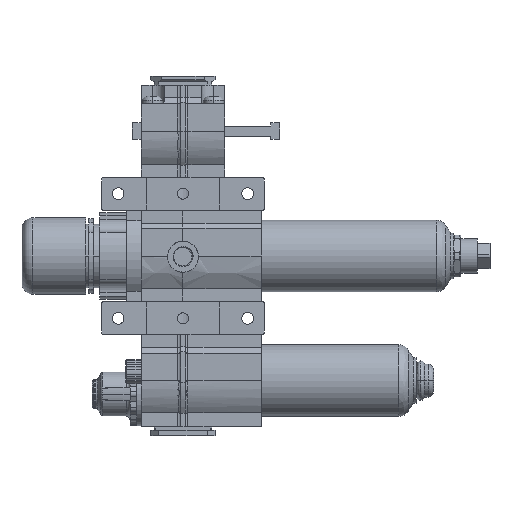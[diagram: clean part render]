
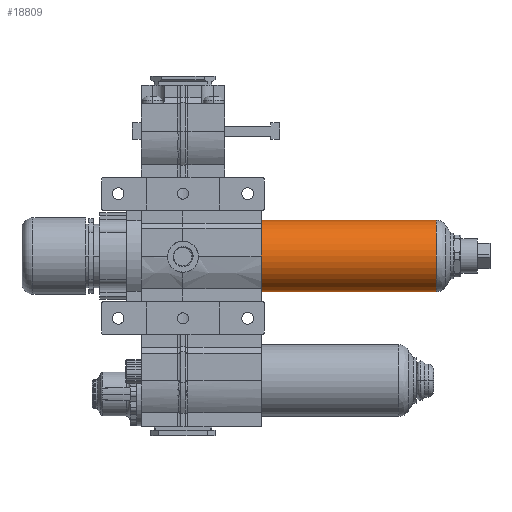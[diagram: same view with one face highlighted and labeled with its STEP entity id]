
A CAD part, left-side view. The second image highlights one B-rep face of the part: STEP entity #18809.
In plain terms, the highlighted cylindrical face has radius 16.29 mm (diameter 32.58 mm), a partial arc.
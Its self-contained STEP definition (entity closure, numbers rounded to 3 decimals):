
#1407 = CARTESIAN_POINT ( 'NONE',  ( 0., -2201.935, 0. ) ) ;
#2602 = VERTEX_POINT ( 'NONE', #15880 ) ;
#2937 = VERTEX_POINT ( 'NONE', #22458 ) ;
#3575 = ORIENTED_EDGE ( 'NONE', *, *, #26763, .F. ) ;
#4270 = AXIS2_PLACEMENT_3D ( 'NONE', #1407, #26438, #18979 ) ;
#5730 = LINE ( 'NONE', #7963, #31044 ) ;
#6056 = CYLINDRICAL_SURFACE ( 'NONE', #16107, 16.29 ) ;
#7963 = CARTESIAN_POINT ( 'NONE',  ( 0., -2162.368, 16.29 ) ) ;
#8417 = VECTOR ( 'NONE', #18727, 1000. ) ;
#9389 = DIRECTION ( 'NONE',  ( 0., 1., 0. ) ) ;
#9904 = ORIENTED_EDGE ( 'NONE', *, *, #23519, .T. ) ;
#10164 = CARTESIAN_POINT ( 'NONE',  ( 0., -2122.1, -16.29 ) ) ;
#11258 = CIRCLE ( 'NONE', #4270, 16.29 ) ;
#11405 = CARTESIAN_POINT ( 'NONE',  ( 0., -2122.1, 0. ) ) ;
#11551 = CARTESIAN_POINT ( 'NONE',  ( 0., -2162.368, 0. ) ) ;
#13926 = DIRECTION ( 'NONE',  ( 0., 1., 0. ) ) ;
#15580 = EDGE_LOOP ( 'NONE', ( #26614, #9904, #31105, #3575 ) ) ;
#15880 = CARTESIAN_POINT ( 'NONE',  ( 0., -2122.1, 16.29 ) ) ;
#16107 = AXIS2_PLACEMENT_3D ( 'NONE', #11551, #13926, #19872 ) ;
#16210 = CARTESIAN_POINT ( 'NONE',  ( 0., -2201.935, -16.29 ) ) ;
#18386 = CIRCLE ( 'NONE', #33454, 16.29 ) ;
#18727 = DIRECTION ( 'NONE',  ( 0., 1., 0. ) ) ;
#18809 = ADVANCED_FACE ( 'NONE', ( #22033 ), #6056, .T. ) ;
#18979 = DIRECTION ( 'NONE',  ( 0., 0., 1. ) ) ;
#19872 = DIRECTION ( 'NONE',  ( 0., 0., 1. ) ) ;
#20605 = VERTEX_POINT ( 'NONE', #10164 ) ;
#22033 = FACE_OUTER_BOUND ( 'NONE', #15580, .T. ) ;
#22458 = CARTESIAN_POINT ( 'NONE',  ( 0., -2201.935, 16.29 ) ) ;
#23519 = EDGE_CURVE ( 'NONE', #28140, #2937, #11258, .T. ) ;
#24760 = EDGE_CURVE ( 'NONE', #2937, #2602, #5730, .T. ) ;
#25066 = EDGE_CURVE ( 'NONE', #28140, #20605, #30327, .T. ) ;
#26438 = DIRECTION ( 'NONE',  ( 0., 1., 0. ) ) ;
#26614 = ORIENTED_EDGE ( 'NONE', *, *, #25066, .F. ) ;
#26763 = EDGE_CURVE ( 'NONE', #20605, #2602, #18386, .T. ) ;
#26873 = CARTESIAN_POINT ( 'NONE',  ( 0., -2162.368, -16.29 ) ) ;
#27138 = DIRECTION ( 'NONE',  ( 0., 1., 0. ) ) ;
#28140 = VERTEX_POINT ( 'NONE', #16210 ) ;
#30327 = LINE ( 'NONE', #26873, #8417 ) ;
#31044 = VECTOR ( 'NONE', #27138, 1000. ) ;
#31105 = ORIENTED_EDGE ( 'NONE', *, *, #24760, .T. ) ;
#33454 = AXIS2_PLACEMENT_3D ( 'NONE', #11405, #9389, #33834 ) ;
#33834 = DIRECTION ( 'NONE',  ( 0., 0., 1. ) ) ;
